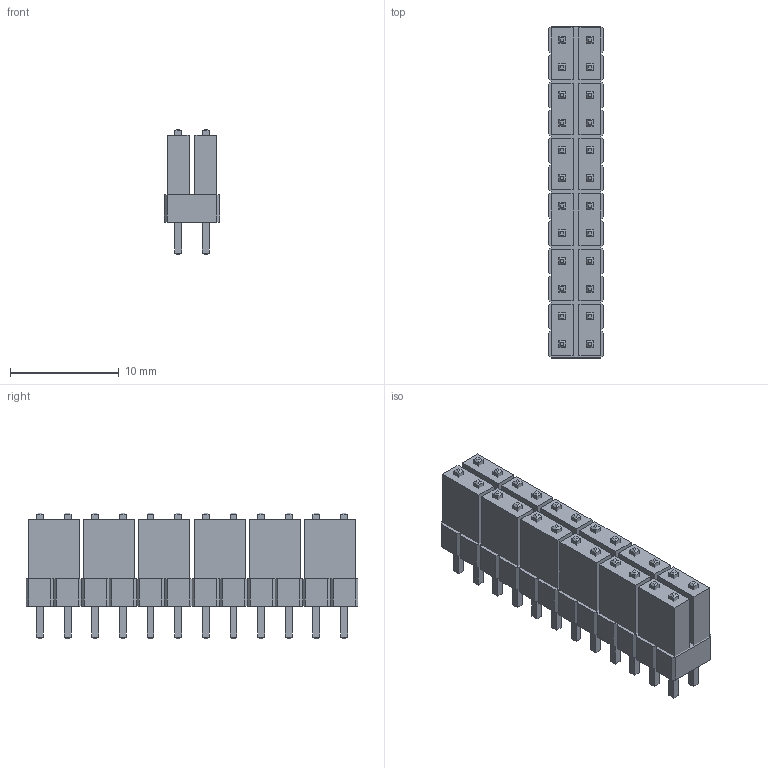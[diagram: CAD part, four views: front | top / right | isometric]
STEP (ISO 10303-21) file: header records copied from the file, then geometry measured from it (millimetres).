
FILE_DESCRIPTION(('FreeCAD Model'),'2;1');
FILE_NAME('Open CASCADE Shape Model','2025-04-06T22:21:36',(''),(''), 'Open CASCADE STEP processor 7.8','FreeCAD','Unknown');
FILE_SCHEMA(('AUTOMOTIVE_DESIGN { 1 0 10303 214 1 1 1 1 }'));
Length unit declared in the file: millimetre
Products named in the file (14): PinHeader_2x12_P2_54mm_Vertical_jumpered; PinHeader_2x12_P254mm_Vertical; Body; Body001; Body002; Body003; Body004; Body005; Body006; Body007; Body008; Body009; Body010; Body011
Assembly tree (13 placements, depth 2):
  PinHeader_2x12_P2_54mm_Vertical_jumpered
    PinHeader_2x12_P254mm_Vertical
    Body
    Body001
    Body002
    Body003
    Body004
    Body005
    Body006
    Body007
    Body008
    Body009
    Body010
    Body011
Bounding box: 5.08 x 30.48 x 11.54 mm (x, y, z)
Volume: 1378.9 mm3; surface area: 2548.9 mm2
Topology: 13 solids, 13 shells, 580 faces, 1326 edges, 820 vertices
Faces by surface type: plane 580
Entity records: 19092 total; most frequent: CARTESIAN_POINT 2740, ORIENTED_EDGE 2652, DIRECTION 2514, EDGE_CURVE 1326, LINE 1326, VECTOR 1326, VERTEX_POINT 820, FACE_BOUND 628
